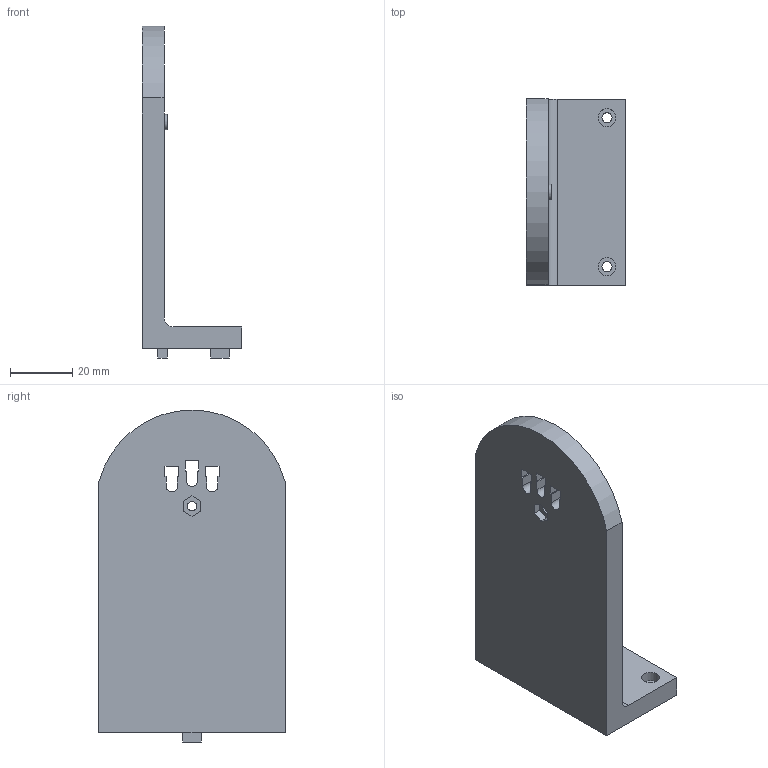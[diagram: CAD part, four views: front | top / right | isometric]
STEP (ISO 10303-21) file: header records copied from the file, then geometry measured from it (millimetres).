
FILE_DESCRIPTION(/* description */ (''),/* implementation_level */ '2;1');
FILE_NAME(/* name */ 'Firing_Mech_Bracket_Support.step',/* time_stamp */ '2022-02-19T18:34:12+00:00',/* author */ (''),/* organization */ (''),/* preprocessor_version */ 'ST-DEVELOPER v18.1',/* originating_system */ 'Autodesk Translation Framework v10.13.0.1454',/* authorisation */ '');
FILE_SCHEMA (('AUTOMOTIVE_DESIGN { 1 0 10303 214 3 1 1 }'));
Length unit declared in the file: millimetre
Products named in the file (1): Tilt_Axis_Support_Bracket
Bounding box: 32 x 60 x 107 mm (x, y, z)
Volume: 50898.9 mm3; surface area: 17843.4 mm2
Topology: 1 solids, 1 shells, 59 faces, 153 edges, 102 vertices
Faces by surface type: plane 48, cylinder 11
Full cylindrical faces by diameter (mm): 3 x1, 3.25 x2, 5 x1, 5.75 x2
Entity records: 1846 total; most frequent: CARTESIAN_POINT 315, ORIENTED_EDGE 306, DIRECTION 295, EDGE_CURVE 153, LINE 131, VECTOR 131, VERTEX_POINT 102, AXIS2_PLACEMENT_3D 82
